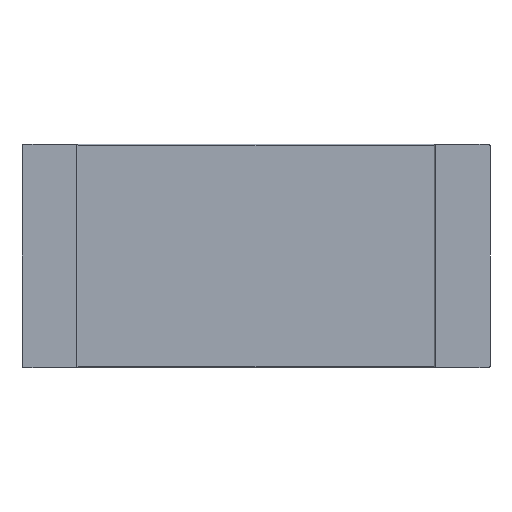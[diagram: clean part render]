
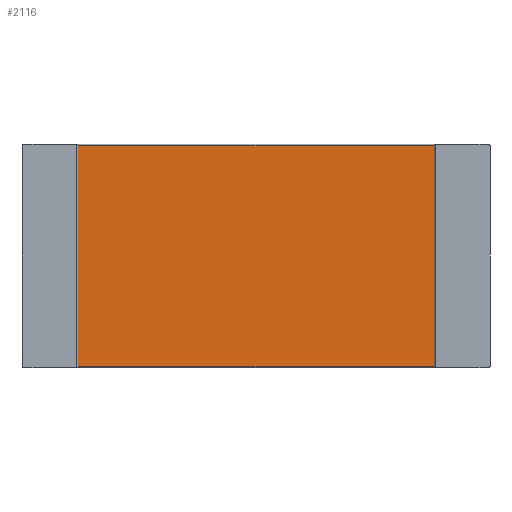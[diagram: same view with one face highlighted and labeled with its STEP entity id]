
A CAD part, front view. The second image highlights one B-rep face of the part: STEP entity #2116.
In plain terms, the highlighted planar face has unit normal (0, -1, 0).
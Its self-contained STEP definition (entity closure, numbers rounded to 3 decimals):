
#68 = DIRECTION ( 'NONE',  ( 0., 0., 1. ) ) ;
#69 = ORIENTED_EDGE ( 'NONE', *, *, #2077, .F. ) ;
#197 = DIRECTION ( 'NONE',  ( 0., 0., 1. ) ) ;
#272 = CARTESIAN_POINT ( 'NONE',  ( -2.55, 0.04, -1.58 ) ) ;
#296 = EDGE_CURVE ( 'NONE', #354, #1504, #2394, .T. ) ;
#313 = EDGE_LOOP ( 'NONE', ( #69, #1804, #1928, #1077 ) ) ;
#354 = VERTEX_POINT ( 'NONE', #1956 ) ;
#440 = VECTOR ( 'NONE', #533, 1000. ) ;
#533 = DIRECTION ( 'NONE',  ( 1., 0., 0. ) ) ;
#640 = VECTOR ( 'NONE', #68, 1000. ) ;
#751 = CARTESIAN_POINT ( 'NONE',  ( 2.55, 0.04, -8.4 ) ) ;
#765 = LINE ( 'NONE', #1470, #440 ) ;
#956 = CARTESIAN_POINT ( 'NONE',  ( 2.55, 0.04, -1.58 ) ) ;
#1006 = EDGE_CURVE ( 'NONE', #1959, #354, #2220, .T. ) ;
#1026 = DIRECTION ( 'NONE',  ( 0., 1., 0. ) ) ;
#1077 = ORIENTED_EDGE ( 'NONE', *, *, #296, .T. ) ;
#1097 = DIRECTION ( 'NONE',  ( -1., 0., 0. ) ) ;
#1152 = DIRECTION ( 'NONE',  ( 0., 0., 1. ) ) ;
#1162 = CARTESIAN_POINT ( 'NONE',  ( -2.55, 0.04, -8.4 ) ) ;
#1169 = VERTEX_POINT ( 'NONE', #272 ) ;
#1470 = CARTESIAN_POINT ( 'NONE',  ( -2.55, 0.04, -1.58 ) ) ;
#1504 = VERTEX_POINT ( 'NONE', #2383 ) ;
#1561 = LINE ( 'NONE', #2301, #640 ) ;
#1573 = FACE_OUTER_BOUND ( 'NONE', #313, .T. ) ;
#1574 = EDGE_CURVE ( 'NONE', #1169, #1959, #765, .T. ) ;
#1737 = VECTOR ( 'NONE', #1097, 1000. ) ;
#1804 = ORIENTED_EDGE ( 'NONE', *, *, #1574, .T. ) ;
#1811 = VECTOR ( 'NONE', #197, 1000. ) ;
#1928 = ORIENTED_EDGE ( 'NONE', *, *, #1006, .T. ) ;
#1956 = CARTESIAN_POINT ( 'NONE',  ( 2.55, 0.04, 1.58 ) ) ;
#1959 = VERTEX_POINT ( 'NONE', #956 ) ;
#2077 = EDGE_CURVE ( 'NONE', #1169, #1504, #1561, .T. ) ;
#2116 = ADVANCED_FACE ( 'NONE', ( #1573 ), #2257, .F. ) ;
#2191 = CARTESIAN_POINT ( 'NONE',  ( -2.55, 0.04, 1.58 ) ) ;
#2209 = AXIS2_PLACEMENT_3D ( 'NONE', #1162, #1026, #1152 ) ;
#2220 = LINE ( 'NONE', #751, #1811 ) ;
#2257 = PLANE ( 'NONE',  #2209 ) ;
#2301 = CARTESIAN_POINT ( 'NONE',  ( -2.55, 0.04, -8.4 ) ) ;
#2383 = CARTESIAN_POINT ( 'NONE',  ( -2.55, 0.04, 1.58 ) ) ;
#2394 = LINE ( 'NONE', #2191, #1737 ) ;
